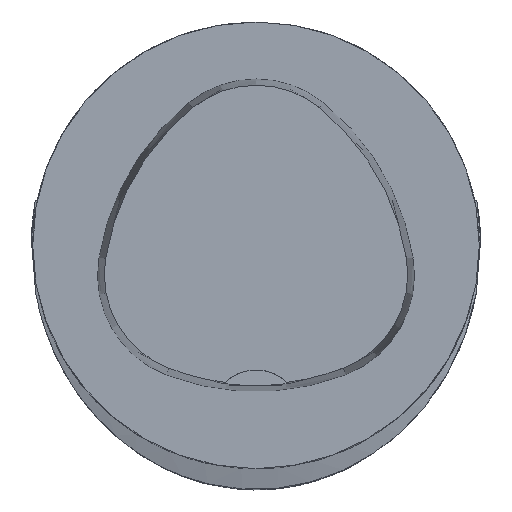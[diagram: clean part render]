
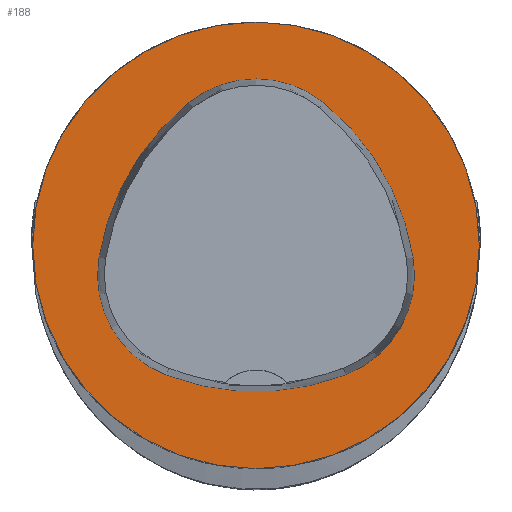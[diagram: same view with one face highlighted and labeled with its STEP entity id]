
A CAD part, top view. The second image highlights one B-rep face of the part: STEP entity #188.
In plain terms, the highlighted planar face has unit normal (0, 0, 1).
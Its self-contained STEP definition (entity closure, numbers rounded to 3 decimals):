
#89=FACE_BOUND('',#419,.T.);
#90=FACE_BOUND('',#420,.T.);
#188=ADVANCED_FACE('',(#89,#90),#261,.T.);
#261=PLANE('',#1786);
#419=EDGE_LOOP('',(#689,#690,#691,#692,#693,#694));
#420=EDGE_LOOP('',(#695));
#496=CIRCLE('',#1757,25.);
#497=CIRCLE('',#1764,28.);
#499=CIRCLE('',#1767,12.);
#501=CIRCLE('',#1770,28.);
#503=CIRCLE('',#1773,12.);
#507=CIRCLE('',#1778,28.);
#509=CIRCLE('',#1781,12.);
#689=ORIENTED_EDGE('',*,*,#1242,.T.);
#690=ORIENTED_EDGE('',*,*,#1222,.T.);
#691=ORIENTED_EDGE('',*,*,#1226,.T.);
#692=ORIENTED_EDGE('',*,*,#1229,.T.);
#693=ORIENTED_EDGE('',*,*,#1232,.T.);
#694=ORIENTED_EDGE('',*,*,#1240,.T.);
#695=ORIENTED_EDGE('',*,*,#1212,.F.);
#1044=VERTEX_POINT('',#2652);
#1053=VERTEX_POINT('',#2672);
#1054=VERTEX_POINT('',#2673);
#1057=VERTEX_POINT('',#2681);
#1059=VERTEX_POINT('',#2687);
#1061=VERTEX_POINT('',#2693);
#1068=VERTEX_POINT('',#2714);
#1212=EDGE_CURVE('',#1044,#1044,#496,.T.);
#1222=EDGE_CURVE('',#1053,#1054,#497,.T.);
#1226=EDGE_CURVE('',#1054,#1057,#499,.T.);
#1229=EDGE_CURVE('',#1057,#1059,#501,.T.);
#1232=EDGE_CURVE('',#1059,#1061,#503,.T.);
#1240=EDGE_CURVE('',#1061,#1068,#507,.T.);
#1242=EDGE_CURVE('',#1068,#1053,#509,.T.);
#1757=AXIS2_PLACEMENT_3D('',#2651,#2017,#2018);
#1764=AXIS2_PLACEMENT_3D('',#2671,#2035,#2036);
#1767=AXIS2_PLACEMENT_3D('',#2680,#2043,#2044);
#1770=AXIS2_PLACEMENT_3D('',#2686,#2050,#2051);
#1773=AXIS2_PLACEMENT_3D('',#2692,#2057,#2058);
#1778=AXIS2_PLACEMENT_3D('',#2715,#2069,#2070);
#1781=AXIS2_PLACEMENT_3D('',#2718,#2075,#2076);
#1786=AXIS2_PLACEMENT_3D('',#2723,#2085,#2086);
#2017=DIRECTION('',(0.,0.,-1.));
#2018=DIRECTION('',(-1.,0.,0.));
#2035=DIRECTION('',(0.,0.,-1.));
#2036=DIRECTION('',(-1.,0.,0.));
#2043=DIRECTION('',(0.,0.,-1.));
#2044=DIRECTION('',(-1.,0.,0.));
#2050=DIRECTION('',(0.,0.,-1.));
#2051=DIRECTION('',(-1.,0.,0.));
#2057=DIRECTION('',(0.,0.,-1.));
#2058=DIRECTION('',(-1.,0.,0.));
#2069=DIRECTION('',(0.,0.,-1.));
#2070=DIRECTION('',(-1.,0.,0.));
#2075=DIRECTION('',(0.,0.,-1.));
#2076=DIRECTION('',(-1.,0.,0.));
#2085=DIRECTION('',(0.,0.,1.));
#2086=DIRECTION('',(1.,0.,0.));
#2651=CARTESIAN_POINT('',(0.,0.,0.));
#2652=CARTESIAN_POINT('',(-25.,0.,0.));
#2671=CARTESIAN_POINT('',(10.068,-5.824,0.));
#2672=CARTESIAN_POINT('',(-17.584,-1.424,0.));
#2673=CARTESIAN_POINT('',(-7.531,15.953,0.));
#2680=CARTESIAN_POINT('',(0.011,6.62,0.));
#2681=CARTESIAN_POINT('',(7.567,15.942,0.));
#2686=CARTESIAN_POINT('',(-10.063,-5.81,0.));
#2687=CARTESIAN_POINT('',(17.59,-1.418,0.));
#2692=CARTESIAN_POINT('',(5.739,-3.3,0.));
#2693=CARTESIAN_POINT('',(10.05,-14.499,0.));
#2714=CARTESIAN_POINT('',(-10.025,-14.516,0.));
#2715=CARTESIAN_POINT('',(-0.01,11.631,0.));
#2718=CARTESIAN_POINT('',(-5.733,-3.31,0.));
#2723=CARTESIAN_POINT('',(0.,0.,0.));
